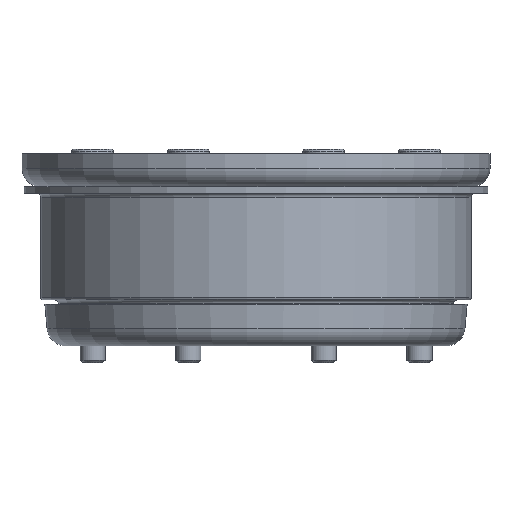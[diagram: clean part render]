
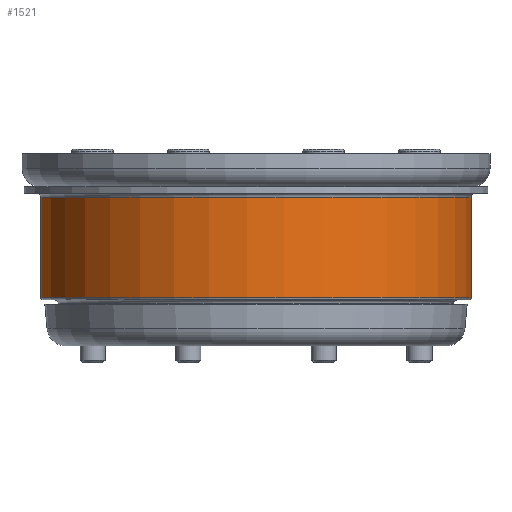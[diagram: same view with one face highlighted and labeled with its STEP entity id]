
A CAD part, front view. The second image highlights one B-rep face of the part: STEP entity #1521.
In plain terms, the highlighted cylindrical face has radius 51.5 mm (diameter 103 mm), a full revolution.
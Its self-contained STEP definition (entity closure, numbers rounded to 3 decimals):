
#1459=CARTESIAN_POINT('',(0.,-51.5,32.5));
#1460=VERTEX_POINT('',#1459);
#1461=CARTESIAN_POINT('',(0.,0.,32.5));
#1462=DIRECTION('',(0.0,0.0,1.0));
#1463=DIRECTION('',(0.0,1.0,0.0));
#1464=AXIS2_PLACEMENT_3D('',#1461,#1462,#1463);
#1465=CIRCLE('',#1464,51.5);
#1466=EDGE_CURVE('',#1460,#1460,#1465,.T.);
#1502=CARTESIAN_POINT('',(0.,0.,0.0));
#1503=DIRECTION('',(0.0,0.0,1.0));
#1504=DIRECTION('',(-1.0,0.0,0.0));
#1505=AXIS2_PLACEMENT_3D('',#1502,#1503,#1504);
#1506=CYLINDRICAL_SURFACE('',#1505,51.5);
#1507=CARTESIAN_POINT('',(51.5,0.,8.5));
#1508=VERTEX_POINT('',#1507);
#1509=CARTESIAN_POINT('',(0.,0.,8.5));
#1510=DIRECTION('',(0.0,0.0,-1.0));
#1511=DIRECTION('',(-1.0,0.0,0.0));
#1512=AXIS2_PLACEMENT_3D('',#1509,#1510,#1511);
#1513=CIRCLE('',#1512,51.5);
#1514=EDGE_CURVE('',#1508,#1508,#1513,.T.);
#1515=ORIENTED_EDGE('',*,*,#1514,.F.);
#1516=EDGE_LOOP('',(#1515));
#1517=FACE_OUTER_BOUND('',#1516,.T.);
#1518=ORIENTED_EDGE('',*,*,#1466,.F.);
#1519=EDGE_LOOP('',(#1518));
#1520=FACE_BOUND('',#1519,.T.);
#1521=ADVANCED_FACE('',(#1517,#1520),#1506,.T.);
